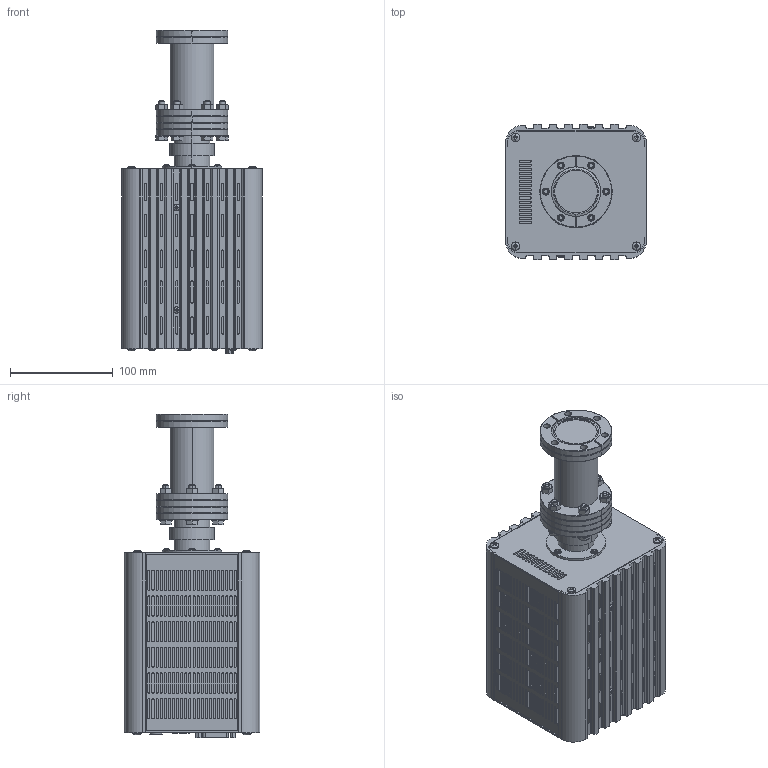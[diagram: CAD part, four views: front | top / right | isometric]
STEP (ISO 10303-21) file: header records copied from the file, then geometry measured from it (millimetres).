
FILE_DESCRIPTION( (''), '2;1');
FILE_NAME ('Qulee_CGM2-051_052_00.stp','2020-08-21T16:55:37',(''),(''),'spGate 15.6.6','','');
FILE_SCHEMA (('AUTOMOTIVE_DESIGN'));
Length unit declared in the file: millimetre
Products named in the file (56): Assembly; Qulee_CGM2-051_052_00-prt0; Qulee_CGM2-051_052_00-prt1; Qulee_CGM2-051_052_00-prt2; Qulee_CGM2-051_052_00-prt3; Qulee_CGM2-051_052_00-prt4; Qulee_CGM2-051_052_00-prt5; Qulee_CGM2-051_052_00-prt6; Qulee_CGM2-051_052_00-prt7; Qulee_CGM2-051_052_00-prt8; Qulee_CGM2-051_052_00-prt9; Qulee_CGM2-051_052_00-prt10; Qulee_CGM2-051_052_00-prt11; Qulee_CGM2-051_052_00-prt12; Qulee_CGM2-051_052_00-prt13; Qulee_CGM2-051_052_00-prt14; Qulee_CGM2-051_052_00-prt15; Qulee_CGM2-051_052_00-prt16; Qulee_CGM2-051_052_00-prt17; Qulee_CGM2-051_052_00-prt18; Qulee_CGM2-051_052_00-prt19; Qulee_CGM2-051_052_00-prt20; Qulee_CGM2-051_052_00-prt21; Qulee_CGM2-051_052_00-prt22; Qulee_CGM2-051_052_00-prt23; Qulee_CGM2-051_052_00-prt24; Qulee_CGM2-051_052_00-prt25; Qulee_CGM2-051_052_00-prt26; Qulee_CGM2-051_052_00-prt27; Qulee_CGM2-051_052_00-prt28; Qulee_CGM2-051_052_00-prt29; Qulee_CGM2-051_052_00-prt30; Qulee_CGM2-051_052_00-prt31; Qulee_CGM2-051_052_00-prt32; Qulee_CGM2-051_052_00-prt33; Qulee_CGM2-051_052_00-prt34; Qulee_CGM2-051_052_00-prt35; Qulee_CGM2-051_052_00-prt36; Qulee_CGM2-051_052_00-prt37; Qulee_CGM2-051_052_00-prt38 ...
Assembly tree (55 placements, depth 2):
  Assembly
    Qulee_CGM2-051_052_00-prt0
    Qulee_CGM2-051_052_00-prt1
    Qulee_CGM2-051_052_00-prt2
    Qulee_CGM2-051_052_00-prt3
    Qulee_CGM2-051_052_00-prt4
    Qulee_CGM2-051_052_00-prt5
    Qulee_CGM2-051_052_00-prt6
    Qulee_CGM2-051_052_00-prt7
    Qulee_CGM2-051_052_00-prt8
    Qulee_CGM2-051_052_00-prt9
    Qulee_CGM2-051_052_00-prt10
    Qulee_CGM2-051_052_00-prt11
    Qulee_CGM2-051_052_00-prt12
    Qulee_CGM2-051_052_00-prt13
    Qulee_CGM2-051_052_00-prt14
    Qulee_CGM2-051_052_00-prt15
    Qulee_CGM2-051_052_00-prt16
    Qulee_CGM2-051_052_00-prt17
    Qulee_CGM2-051_052_00-prt18
    Qulee_CGM2-051_052_00-prt19
    Qulee_CGM2-051_052_00-prt20
    Qulee_CGM2-051_052_00-prt21
    Qulee_CGM2-051_052_00-prt22
    Qulee_CGM2-051_052_00-prt23
    Qulee_CGM2-051_052_00-prt24
    Qulee_CGM2-051_052_00-prt25
    Qulee_CGM2-051_052_00-prt26
    Qulee_CGM2-051_052_00-prt27
    Qulee_CGM2-051_052_00-prt28
    Qulee_CGM2-051_052_00-prt29
    Qulee_CGM2-051_052_00-prt30
    Qulee_CGM2-051_052_00-prt31
    Qulee_CGM2-051_052_00-prt32
    Qulee_CGM2-051_052_00-prt33
    Qulee_CGM2-051_052_00-prt34
    Qulee_CGM2-051_052_00-prt35
    Qulee_CGM2-051_052_00-prt36
    Qulee_CGM2-051_052_00-prt37
    Qulee_CGM2-051_052_00-prt38
    Qulee_CGM2-051_052_00-prt39
    Qulee_CGM2-051_052_00-prt40
    Qulee_CGM2-051_052_00-prt41
    Qulee_CGM2-051_052_00-prt42
    Qulee_CGM2-051_052_00-prt43
    Qulee_CGM2-051_052_00-prt44
    Qulee_CGM2-051_052_00-prt45
    Qulee_CGM2-051_052_00-prt46
    Qulee_CGM2-051_052_00-prt47
    Qulee_CGM2-051_052_00-prt48
    Qulee_CGM2-051_052_00-prt49
    Qulee_CGM2-051_052_00-prt50
    Qulee_CGM2-051_052_00-prt51
    Qulee_CGM2-051_052_00-prt52
    Qulee_CGM2-051_052_00-prt53
    Qulee_CGM2-051_052_00-prt54
Bounding box: 137 x 132 x 315 mm (x, y, z)
Volume: 3253340.7 mm3; surface area: 263943.2 mm2
Topology: 55 solids, 55 shells, 4601 faces, 11640 edges, 7696 vertices
Faces by surface type: plane 2360, bspline 1305, cylinder 888, sphere 48
Entity records: 261835 total; most frequent: CARTESIAN_POINT 66466, ORIENTED_EDGE 23200, DIRECTION 17480, COLOUR_RGB 16256, PRESENTATION_STYLE_ASSIGNMENT 16256, STYLED_ITEM 16256, EDGE_CURVE 11600, DRAUGHTING_PRE_DEFINED_CURVE_FONT 11600
